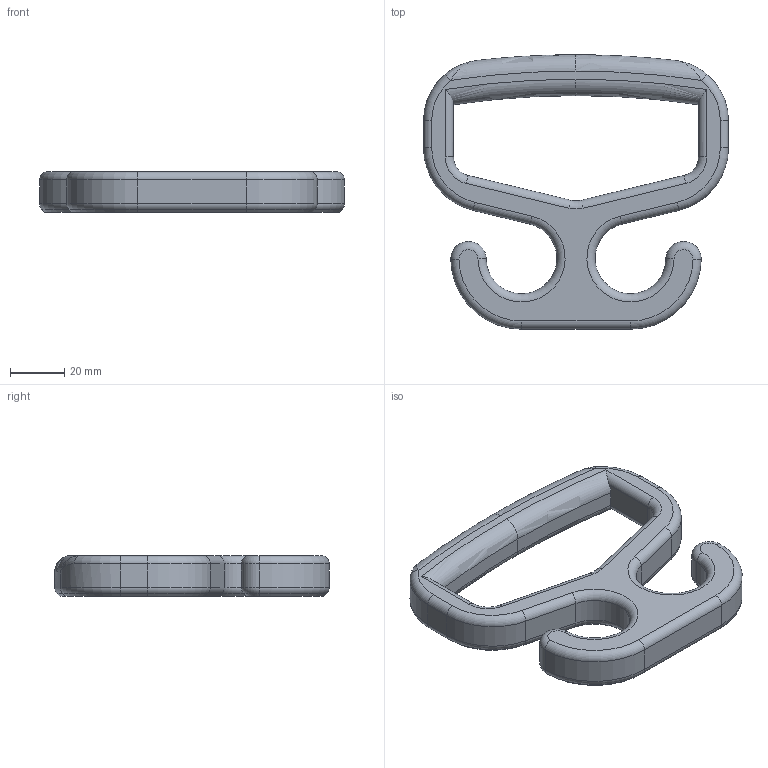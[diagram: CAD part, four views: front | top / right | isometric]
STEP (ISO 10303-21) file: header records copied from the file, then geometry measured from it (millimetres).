
FILE_DESCRIPTION(/* description */ (''),/* implementation_level */ '2;1');
FILE_NAME(/* name */ 'Bag_Carrier_Medium_One_Piece v5.step',/* time_stamp */ '2024-08-01T15:47:36-07:00',/* author */ (''),/* organization */ (''),/* preprocessor_version */ 'ST-DEVELOPER v20',/* originating_system */ 'Autodesk Translation Framework v13.14.0.145',/* authorisation */ '');
FILE_SCHEMA (('AUTOMOTIVE_DESIGN { 1 0 10303 214 3 1 1 }'));
Length unit declared in the file: millimetre
Products named in the file (1): Bag_Carrier_Medium_One_Piece
Bounding box: 112 x 100.79 x 15 mm (x, y, z)
Volume: 73135.7 mm3; surface area: 19751.7 mm2
Topology: 1 solids, 1 shells, 182 faces, 420 edges, 238 vertices
Faces by surface type: cylinder 47, bspline 46, torus 44, plane 28, cone 17
Entity records: 6392 total; most frequent: CARTESIAN_POINT 2540, ORIENTED_EDGE 836, DIRECTION 733, EDGE_CURVE 418, AXIS2_PLACEMENT_3D 293, VERTEX_POINT 238, EDGE_LOOP 184, FACE_OUTER_BOUND 182
